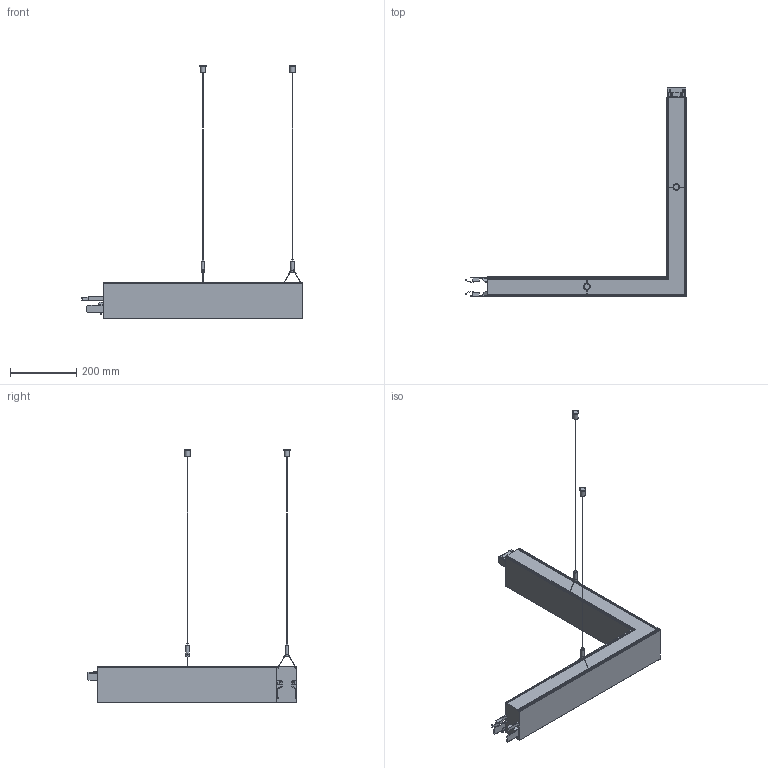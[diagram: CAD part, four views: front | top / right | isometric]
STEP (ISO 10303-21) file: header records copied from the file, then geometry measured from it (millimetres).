
FILE_DESCRIPTION(/* description */ (''),/* implementation_level */ '2;1');
FILE_NAME(/* name */ '10000134079n3p000_01.stp',/* time_stamp */ '2022-02-02T08:56:35+01:00',/* author */ (''),/* organization */ (''),/* preprocessor_version */ 'ST-DEVELOPER v15',/* originating_system */ 'SIEMENS PLM Software NX 9.0',/* authorisation */ '');
FILE_SCHEMA (('AUTOMOTIVE_DESIGN { 1 0 10303 214 3 1 1 1 }'));
Length unit declared in the file: millimetre
Products named in the file (1): 10000134079n3p000_01
Bounding box: 665.54 x 632.6 x 763.36 mm (x, y, z)
Volume: 7515396.3 mm3; surface area: 461630.3 mm2
Topology: 1 solids, 3 shells, 391 faces, 1062 edges, 688 vertices
Faces by surface type: plane 236, cylinder 129, torus 12, cone 12, sphere 2
Full cylindrical faces by diameter (mm): 5.7 x5, 10 x2, 16 x2
Entity records: 12750 total; most frequent: CARTESIAN_POINT 2670, ORIENTED_EDGE 2108, DIRECTION 2078, EDGE_CURVE 1054, LINE 728, VECTOR 728, VERTEX_POINT 691, AXIS2_PLACEMENT_3D 675
